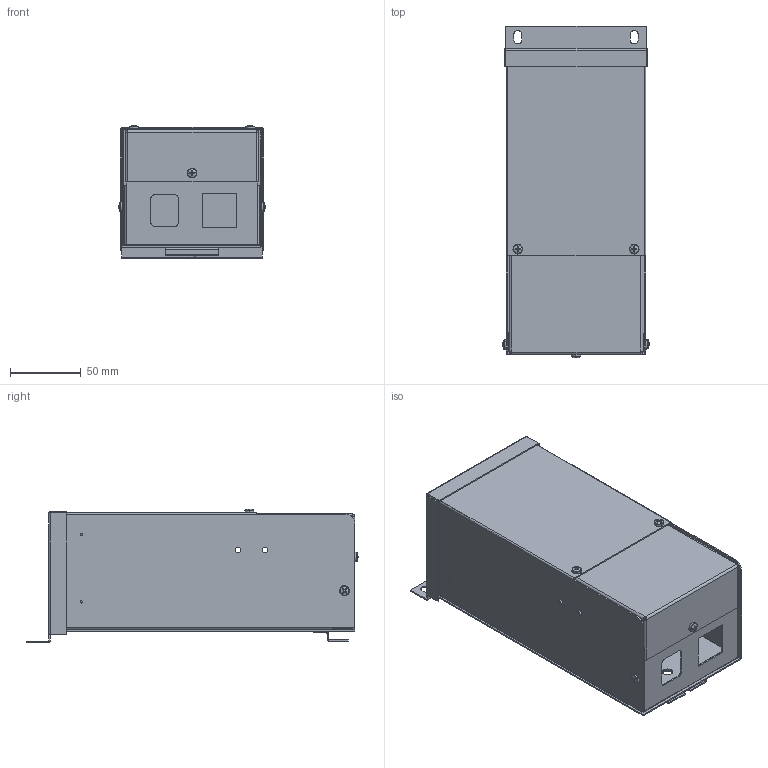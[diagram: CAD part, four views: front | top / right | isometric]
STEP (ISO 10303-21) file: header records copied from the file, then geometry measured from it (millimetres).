
FILE_DESCRIPTION (( 'STEP AP214' ), '1' );
FILE_NAME ('T160830.STEP', '2017-02-22T16:59:12', ( '' ), ( '' ), 'SwSTEP 2.0', 'SolidWorks 2012', '' );
FILE_SCHEMA (( 'AUTOMOTIVE_DESIGN' ));
Length unit declared in the file: inch
Products named in the file (8): A   -701739-_A   -701739-; A  4-701216-; A  2-701214-; A  4-701212-; A   -701372-; A  2-701213-; T160830
Assembly tree (11 placements, depth 3):
  T160830
    A  4-701212-
      A  4-701212-
      A  2-701213-
      A   -701372-
    A  2-701214-
    A  4-701216-
    A   -701739-_A   -701739-  x5
Bounding box: 103.63 x 235.34 x 94.72 mm (x, y, z)
Volume: 102878.6 mm3; surface area: 219890.4 mm2
Topology: 10 solids, 10 shells, 776 faces, 1961 edges, 1214 vertices
Faces by surface type: plane 295, cylinder 274, cone 175, bspline 12, torus 10, sphere 10
Entity records: 11586 total; most frequent: CARTESIAN_POINT 2625, DIRECTION 1842, ORIENTED_EDGE 1762, EDGE_CURVE 881, AXIS2_PLACEMENT_3D 665, VERTEX_POINT 534, LINE 512, VECTOR 512
